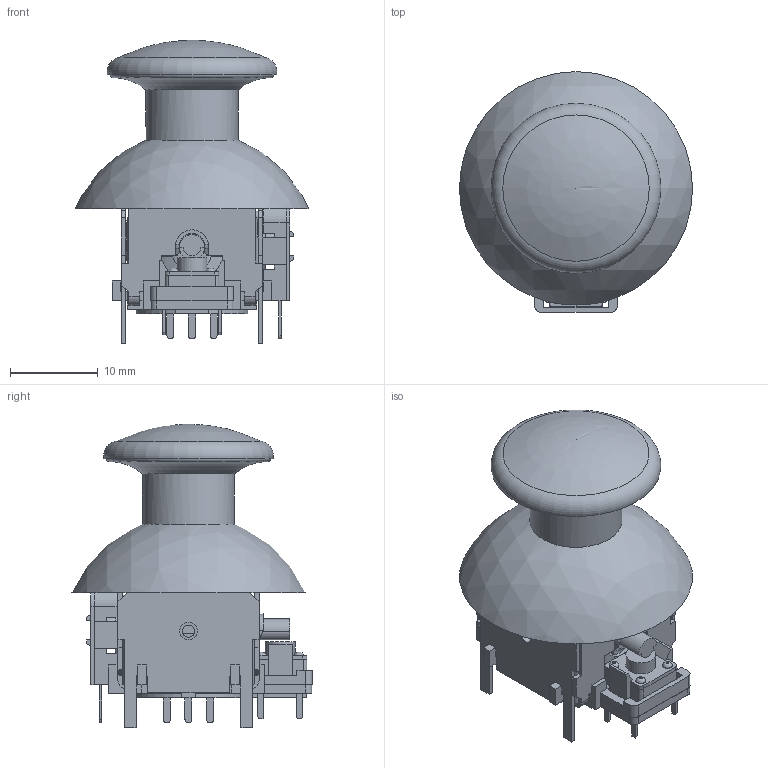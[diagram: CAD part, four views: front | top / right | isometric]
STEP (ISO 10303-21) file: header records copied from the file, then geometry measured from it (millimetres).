
FILE_DESCRIPTION(('FreeCAD Model'),'2;1');
FILE_NAME('Joystick_withButton.step','2018-07-06T10:59:09',('kicad StepUp'),('ksu MCAD'), 'Open CASCADE STEP processor 7.2','FreeCAD','Unknown');
FILE_SCHEMA(('AUTOMOTIVE_DESIGN_CC2 { 1 2 10303 214 -1 1 5 4 }'));
Length unit declared in the file: millimetre
Products named in the file (1): Joystick_withButton
Bounding box: 26.6 x 27.4 x 34.6 mm (x, y, z)
Volume: 4663.9 mm3; surface area: 8786.3 mm2
Topology: 1 solids, 2 shells, 1456 faces, 4214 edges, 2768 vertices
Faces by surface type: plane 953, cylinder 310, extrusion 172, torus 9, revolution 8, cone 2, sphere 2
Full cylindrical faces by diameter (mm): 0.78 x4, 0.8 x4, 1.1 x4, 1.2 x13, 1.4 x1, 1.6 x2, 2 x1, 2.9 x2, 2.95 x1, 3.1 x1, 3.4 x1, 3.648 x2, 3.65 x2, 3.9 x1, 4 x1, 4.8 x2, 8 x1, 9.2 x1, 10.5 x1, 11.2 x1, 12 x1
Entity records: 61965 total; most frequent: CARTESIAN_POINT 13307, ORIENTED_EDGE 8424, DIRECTION 7311, EDGE_CURVE 4212, VECTOR 3181, LINE 3009, VERTEX_POINT 2768, AXIS2_PLACEMENT_3D 2061
